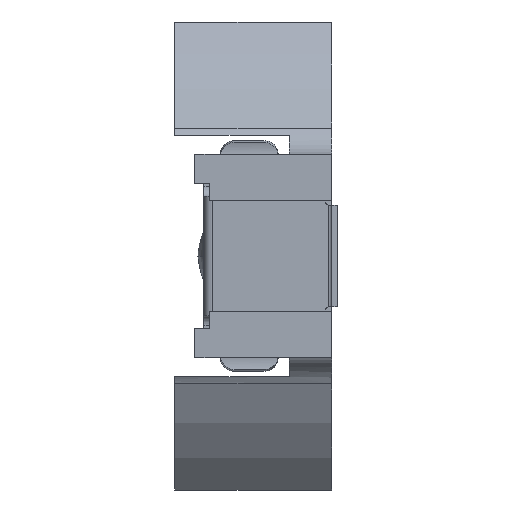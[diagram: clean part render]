
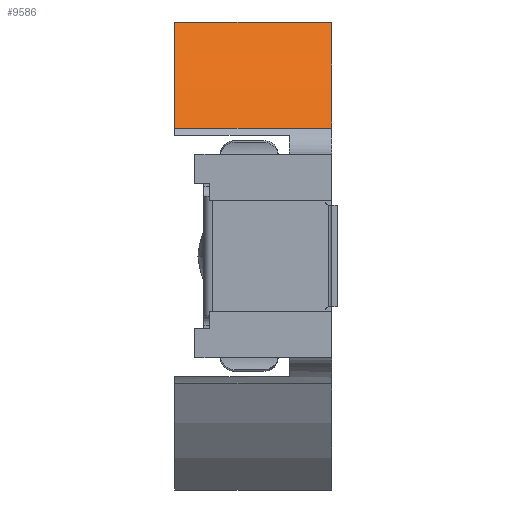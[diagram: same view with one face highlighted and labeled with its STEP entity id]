
A CAD part, left-side view. The second image highlights one B-rep face of the part: STEP entity #9586.
In plain terms, the highlighted cylindrical face has radius 11 mm (diameter 22 mm), a partial arc.
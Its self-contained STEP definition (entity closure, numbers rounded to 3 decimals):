
#520 = DIRECTION ( 'NONE',  ( 0., 1., 0. ) ) ;
#1042 = AXIS2_PLACEMENT_3D ( 'NONE', #3610, #520, #9067 ) ;
#1347 = VERTEX_POINT ( 'NONE', #8455 ) ;
#1360 = VERTEX_POINT ( 'NONE', #3104 ) ;
#1364 = CARTESIAN_POINT ( 'NONE',  ( 0., 21.767, 0. ) ) ;
#1377 = VECTOR ( 'NONE', #5567, 1000. ) ;
#1829 = CARTESIAN_POINT ( 'NONE',  ( -10.082, 0.2, 4.4 ) ) ;
#2337 = CIRCLE ( 'NONE', #9327, 11. ) ;
#2339 = VERTEX_POINT ( 'NONE', #7842 ) ;
#2598 = EDGE_LOOP ( 'NONE', ( #6959, #4309, #3889, #5804 ) ) ;
#3017 = CARTESIAN_POINT ( 'NONE',  ( -7.496, 21.767, 8.05 ) ) ;
#3042 = EDGE_CURVE ( 'NONE', #2339, #1347, #2337, .T. ) ;
#3104 = CARTESIAN_POINT ( 'NONE',  ( -7.496, 0.2, 8.05 ) ) ;
#3323 = DIRECTION ( 'NONE',  ( 0., 0., 1. ) ) ;
#3387 = EDGE_CURVE ( 'NONE', #1347, #9412, #3396, .T. ) ;
#3396 = LINE ( 'NONE', #7248, #1377 ) ;
#3610 = CARTESIAN_POINT ( 'NONE',  ( 0., 0.2, 0. ) ) ;
#3613 = EDGE_CURVE ( 'NONE', #2339, #1360, #5403, .T. ) ;
#3889 = ORIENTED_EDGE ( 'NONE', *, *, #3042, .T. ) ;
#4129 = DIRECTION ( 'NONE',  ( 0., -1., 0. ) ) ;
#4309 = ORIENTED_EDGE ( 'NONE', *, *, #3613, .F. ) ;
#4359 = DIRECTION ( 'NONE',  ( 0., -1., 0. ) ) ;
#5403 = LINE ( 'NONE', #3017, #9003 ) ;
#5567 = DIRECTION ( 'NONE',  ( 0., -1., 0. ) ) ;
#5574 = CIRCLE ( 'NONE', #1042, 11. ) ;
#5685 = EDGE_CURVE ( 'NONE', #9412, #1360, #5574, .T. ) ;
#5804 = ORIENTED_EDGE ( 'NONE', *, *, #3387, .T. ) ;
#6689 = FACE_OUTER_BOUND ( 'NONE', #2598, .T. ) ;
#6959 = ORIENTED_EDGE ( 'NONE', *, *, #5685, .T. ) ;
#7183 = CARTESIAN_POINT ( 'NONE',  ( 0., 5.6, 0. ) ) ;
#7248 = CARTESIAN_POINT ( 'NONE',  ( -10.082, 21.767, 4.4 ) ) ;
#7754 = DIRECTION ( 'NONE',  ( 0., -1., 0. ) ) ;
#7842 = CARTESIAN_POINT ( 'NONE',  ( -7.496, 5.6, 8.05 ) ) ;
#8455 = CARTESIAN_POINT ( 'NONE',  ( -10.082, 5.6, 4.4 ) ) ;
#9003 = VECTOR ( 'NONE', #7754, 1000. ) ;
#9067 = DIRECTION ( 'NONE',  ( 0., 0., -1. ) ) ;
#9327 = AXIS2_PLACEMENT_3D ( 'NONE', #7183, #4129, #3323 ) ;
#9412 = VERTEX_POINT ( 'NONE', #1829 ) ;
#9586 = ADVANCED_FACE ( 'NONE', ( #6689 ), #9812, .T. ) ;
#9765 = DIRECTION ( 'NONE',  ( 0., 0., -1. ) ) ;
#9812 = CYLINDRICAL_SURFACE ( 'NONE', #9885, 11. ) ;
#9885 = AXIS2_PLACEMENT_3D ( 'NONE', #1364, #4359, #9765 ) ;
